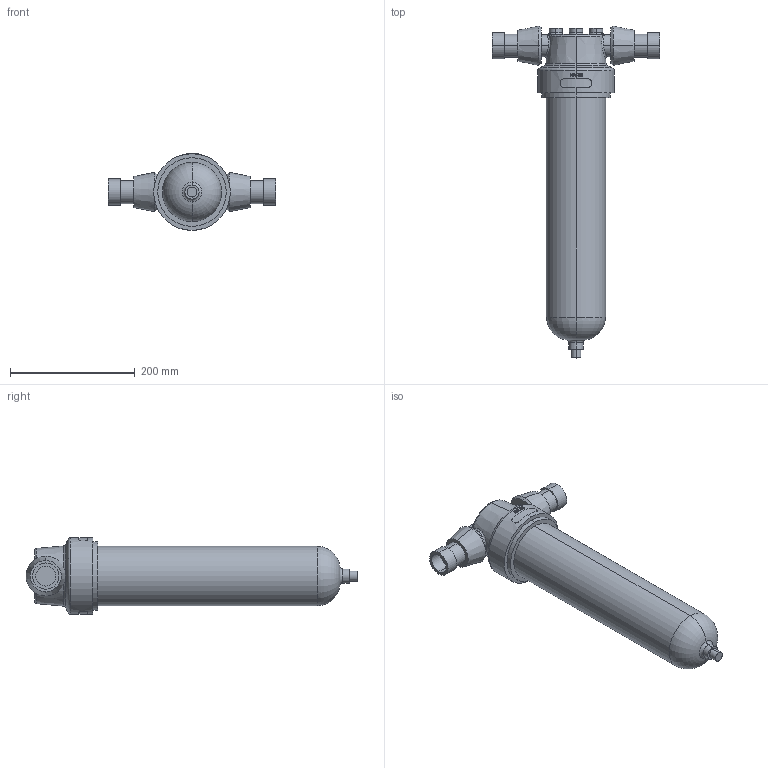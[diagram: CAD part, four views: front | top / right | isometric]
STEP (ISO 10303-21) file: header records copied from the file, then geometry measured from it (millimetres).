
FILE_DESCRIPTION (( 'STEP AP214' ), '1' );
FILE_NAME ('NW 32 Web Light.PDF.STEP', '2018-06-22T08:58:00', ( '' ), ( '' ), 'SwSTEP 2.0', 'SolidWorks 2018', '' );
FILE_SCHEMA (( 'AUTOMOTIVE_DESIGN' ));
Length unit declared in the file: millimetre
Products named in the file (2): NW 32 Web Light.PDF
Bounding box: 269 x 532.18 x 122.9 mm (x, y, z)
Volume: 3898975.7 mm3; surface area: 204963.6 mm2
Topology: 1 solids, 1 shells, 172 faces, 430 edges, 271 vertices
Faces by surface type: plane 54, bspline 48, cylinder 35, torus 19, cone 12, sphere 4
Entity records: 7991 total; most frequent: CARTESIAN_POINT 3877, ORIENTED_EDGE 852, DIRECTION 734, EDGE_CURVE 426, AXIS2_PLACEMENT_3D 296, VERTEX_POINT 271, EDGE_LOOP 187, ADVANCED_FACE 172
